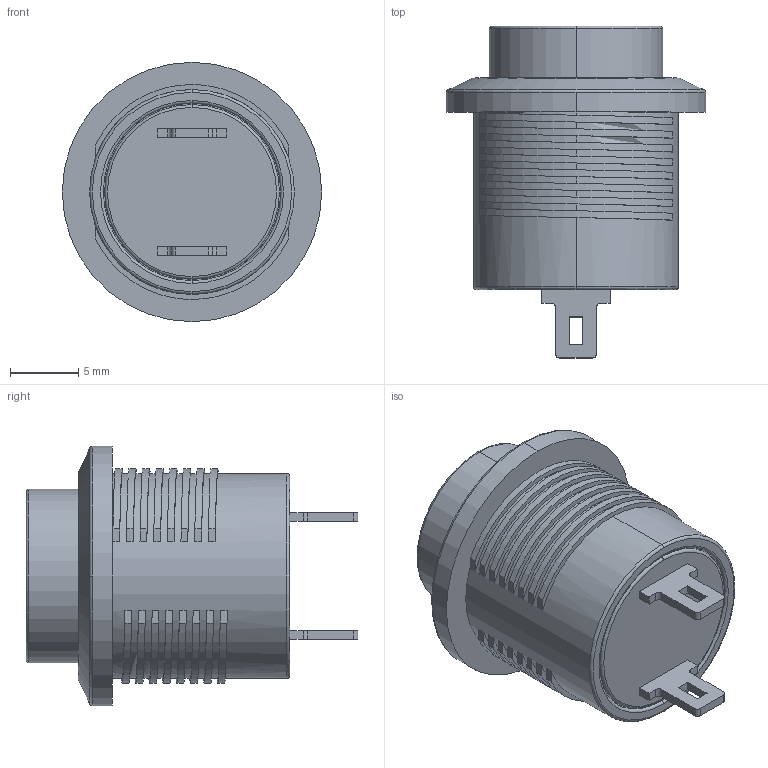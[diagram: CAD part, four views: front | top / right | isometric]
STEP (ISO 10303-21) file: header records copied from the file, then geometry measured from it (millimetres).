
FILE_DESCRIPTION (( 'STEP AP214' ), '1' );
FILE_NAME ('D16-weiß.STEP', '2023-06-06T14:54:31', ( '' ), ( '' ), 'SwSTEP 2.0', 'SolidWorks 2023', '' );
FILE_SCHEMA (( 'AUTOMOTIVE_DESIGN' ));
Length unit declared in the file: millimetre
Products named in the file (1): D16-weiß
Bounding box: 19 x 24.3 x 19 mm (x, y, z)
Volume: 3438.4 mm3; surface area: 2686.2 mm2
Topology: 1 solids, 1 shells, 149 faces, 408 edges, 268 vertices
Faces by surface type: plane 65, bspline 48, cylinder 20, torus 14, cone 2
Entity records: 17892 total; most frequent: CARTESIAN_POINT 14282, ORIENTED_EDGE 816, DIRECTION 494, EDGE_CURVE 408, VERTEX_POINT 268, AXIS2_PLACEMENT_3D 176, EDGE_LOOP 160, ADVANCED_FACE 149
